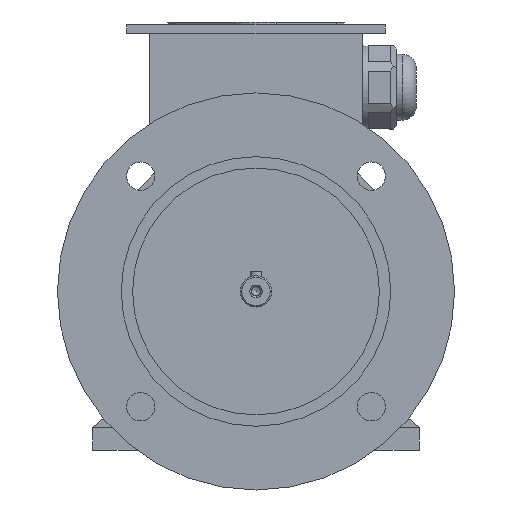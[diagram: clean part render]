
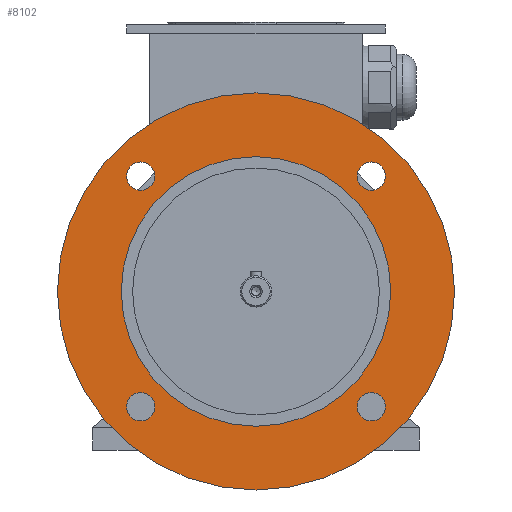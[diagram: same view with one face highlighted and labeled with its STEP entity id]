
A CAD part, front view. The second image highlights one B-rep face of the part: STEP entity #8102.
In plain terms, the highlighted planar face has unit normal (0, -1, 0).
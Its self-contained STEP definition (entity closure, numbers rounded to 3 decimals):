
#218=CIRCLE('',#8427,5.);
#220=CIRCLE('',#8430,5.);
#222=CIRCLE('',#8433,5.);
#227=CIRCLE('',#8440,47.5);
#237=CIRCLE('',#8464,5.);
#238=CIRCLE('',#8465,70.);
#531=ORIENTED_EDGE('',*,*,#2238,.F.);
#532=ORIENTED_EDGE('',*,*,#2240,.F.);
#533=ORIENTED_EDGE('',*,*,#2242,.F.);
#534=ORIENTED_EDGE('',*,*,#2267,.F.);
#535=ORIENTED_EDGE('',*,*,#2268,.F.);
#536=ORIENTED_EDGE('',*,*,#2247,.T.);
#2238=EDGE_CURVE('',#3116,#3116,#218,.T.);
#2240=EDGE_CURVE('',#3118,#3118,#220,.T.);
#2242=EDGE_CURVE('',#3120,#3120,#222,.T.);
#2247=EDGE_CURVE('',#3125,#3125,#227,.T.);
#2267=EDGE_CURVE('',#3142,#3142,#237,.T.);
#2268=EDGE_CURVE('',#3143,#3143,#238,.T.);
#3116=VERTEX_POINT('',#10816);
#3118=VERTEX_POINT('',#10821);
#3120=VERTEX_POINT('',#10826);
#3125=VERTEX_POINT('',#10838);
#3142=VERTEX_POINT('',#11065);
#3143=VERTEX_POINT('',#11067);
#4812=EDGE_LOOP('',(#531));
#4813=EDGE_LOOP('',(#532));
#4814=EDGE_LOOP('',(#533));
#4815=EDGE_LOOP('',(#534));
#4816=EDGE_LOOP('',(#535));
#4817=EDGE_LOOP('',(#536));
#5198=FACE_BOUND('',#4812,.T.);
#5199=FACE_BOUND('',#4813,.T.);
#5200=FACE_BOUND('',#4814,.T.);
#5201=FACE_BOUND('',#4815,.T.);
#5202=FACE_BOUND('',#4816,.T.);
#5203=FACE_BOUND('',#4817,.T.);
#5556=PLANE('',#8463);
#8102=ADVANCED_FACE('',(#5198,#5199,#5200,#5201,#5202,#5203),#5556,.F.);
#8427=AXIS2_PLACEMENT_3D('',#10815,#9057,#9058);
#8430=AXIS2_PLACEMENT_3D('',#10820,#9063,#9064);
#8433=AXIS2_PLACEMENT_3D('',#10825,#9069,#9070);
#8440=AXIS2_PLACEMENT_3D('',#10837,#9083,#9084);
#8463=AXIS2_PLACEMENT_3D('',#11063,#9137,#9138);
#8464=AXIS2_PLACEMENT_3D('',#11064,#9139,#9140);
#8465=AXIS2_PLACEMENT_3D('',#11066,#9141,#9142);
#9057=DIRECTION('',(0.,-1.,0.));
#9058=DIRECTION('',(0.,0.,1.));
#9063=DIRECTION('',(0.,-1.,0.));
#9064=DIRECTION('',(-1.,0.,0.));
#9069=DIRECTION('',(0.,-1.,0.));
#9070=DIRECTION('',(0.,0.,-1.));
#9083=DIRECTION('',(0.,1.,0.));
#9084=DIRECTION('',(0.,0.,1.));
#9137=DIRECTION('',(0.,1.,0.));
#9138=DIRECTION('',(0.,0.,1.));
#9139=DIRECTION('',(0.,-1.,0.));
#9140=DIRECTION('',(1.,0.,0.));
#9141=DIRECTION('',(0.,1.,0.));
#9142=DIRECTION('',(1.,0.,0.));
#10815=CARTESIAN_POINT('',(-40.659,-21.,-40.659));
#10816=CARTESIAN_POINT('',(-40.659,-21.,-35.659));
#10820=CARTESIAN_POINT('',(40.659,-21.,-40.659));
#10821=CARTESIAN_POINT('',(35.659,-21.,-40.659));
#10825=CARTESIAN_POINT('',(40.659,-21.,40.659));
#10826=CARTESIAN_POINT('',(40.659,-21.,35.659));
#10837=CARTESIAN_POINT('',(0.,-21.,0.));
#10838=CARTESIAN_POINT('',(0.,-21.,47.5));
#11063=CARTESIAN_POINT('',(0.,-21.,0.));
#11064=CARTESIAN_POINT('',(-40.659,-21.,40.659));
#11065=CARTESIAN_POINT('',(-35.659,-21.,40.659));
#11066=CARTESIAN_POINT('',(0.,-21.,0.));
#11067=CARTESIAN_POINT('',(70.,-21.,0.));
